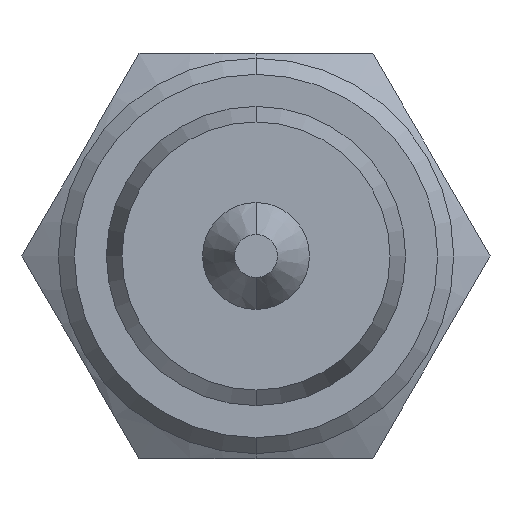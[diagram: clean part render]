
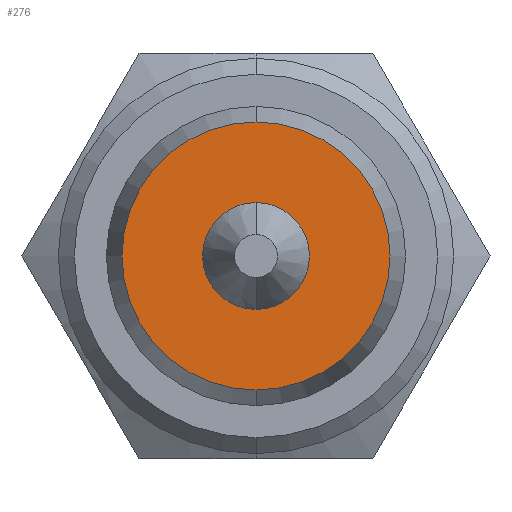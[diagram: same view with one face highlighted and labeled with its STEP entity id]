
A CAD part, left-side view. The second image highlights one B-rep face of the part: STEP entity #276.
In plain terms, the highlighted planar face has unit normal (-1, 0, 0).
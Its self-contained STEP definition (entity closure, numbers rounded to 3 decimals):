
#34 = DIRECTION ( 'NONE',  ( 0., 0., -1. ) ) ;
#42 = AXIS2_PLACEMENT_3D ( 'NONE', #599, #372, #34 ) ;
#92 = EDGE_LOOP ( 'NONE', ( #560, #1336 ) ) ;
#97 = CARTESIAN_POINT ( 'NONE',  ( -41.5, 0., 0. ) ) ;
#138 = FACE_BOUND ( 'NONE', #328, .T. ) ;
#200 = DIRECTION ( 'NONE',  ( 0., 0., -1. ) ) ;
#260 = CARTESIAN_POINT ( 'NONE',  ( -41.5, 0., 2.5 ) ) ;
#276 = ADVANCED_FACE ( 'NONE', ( #712, #138 ), #479, .T. ) ;
#280 = CARTESIAN_POINT ( 'NONE',  ( -41.5, 0., 0. ) ) ;
#281 = CIRCLE ( 'NONE', #826, 6.272 ) ;
#305 = DIRECTION ( 'NONE',  ( -1., 0., 0. ) ) ;
#328 = EDGE_LOOP ( 'NONE', ( #908, #1471 ) ) ;
#372 = DIRECTION ( 'NONE',  ( -1., 0., 0. ) ) ;
#378 = EDGE_CURVE ( 'NONE', #1413, #1271, #1304, .T. ) ;
#405 = DIRECTION ( 'NONE',  ( 0., 0., -1. ) ) ;
#479 = PLANE ( 'NONE',  #42 ) ;
#529 = VERTEX_POINT ( 'NONE', #1341 ) ;
#560 = ORIENTED_EDGE ( 'NONE', *, *, #861, .T. ) ;
#577 = EDGE_CURVE ( 'NONE', #1271, #1413, #611, .T. ) ;
#583 = VERTEX_POINT ( 'NONE', #1192 ) ;
#599 = CARTESIAN_POINT ( 'NONE',  ( -41.5, -2.5, 0. ) ) ;
#611 = CIRCLE ( 'NONE', #1079, 2.5 ) ;
#625 = DIRECTION ( 'NONE',  ( -1., 0., 0. ) ) ;
#712 = FACE_OUTER_BOUND ( 'NONE', #92, .T. ) ;
#757 = EDGE_CURVE ( 'NONE', #529, #583, #281, .T. ) ;
#799 = CIRCLE ( 'NONE', #1429, 6.272 ) ;
#826 = AXIS2_PLACEMENT_3D ( 'NONE', #280, #1083, #405 ) ;
#861 = EDGE_CURVE ( 'NONE', #583, #529, #799, .T. ) ;
#890 = AXIS2_PLACEMENT_3D ( 'NONE', #97, #891, #200 ) ;
#891 = DIRECTION ( 'NONE',  ( -1., 0., 0. ) ) ;
#908 = ORIENTED_EDGE ( 'NONE', *, *, #577, .F. ) ;
#1007 = CARTESIAN_POINT ( 'NONE',  ( -41.5, 0., 0. ) ) ;
#1079 = AXIS2_PLACEMENT_3D ( 'NONE', #1315, #625, #1432 ) ;
#1083 = DIRECTION ( 'NONE',  ( -1., 0., 0. ) ) ;
#1094 = CARTESIAN_POINT ( 'NONE',  ( -41.5, 0., -2.5 ) ) ;
#1109 = DIRECTION ( 'NONE',  ( 0., 0., -1. ) ) ;
#1192 = CARTESIAN_POINT ( 'NONE',  ( -41.5, 0., 6.272 ) ) ;
#1271 = VERTEX_POINT ( 'NONE', #260 ) ;
#1304 = CIRCLE ( 'NONE', #890, 2.5 ) ;
#1315 = CARTESIAN_POINT ( 'NONE',  ( -41.5, 0., 0. ) ) ;
#1336 = ORIENTED_EDGE ( 'NONE', *, *, #757, .T. ) ;
#1341 = CARTESIAN_POINT ( 'NONE',  ( -41.5, 0., -6.272 ) ) ;
#1413 = VERTEX_POINT ( 'NONE', #1094 ) ;
#1429 = AXIS2_PLACEMENT_3D ( 'NONE', #1007, #305, #1109 ) ;
#1432 = DIRECTION ( 'NONE',  ( 0., 0., -1. ) ) ;
#1471 = ORIENTED_EDGE ( 'NONE', *, *, #378, .F. ) ;
